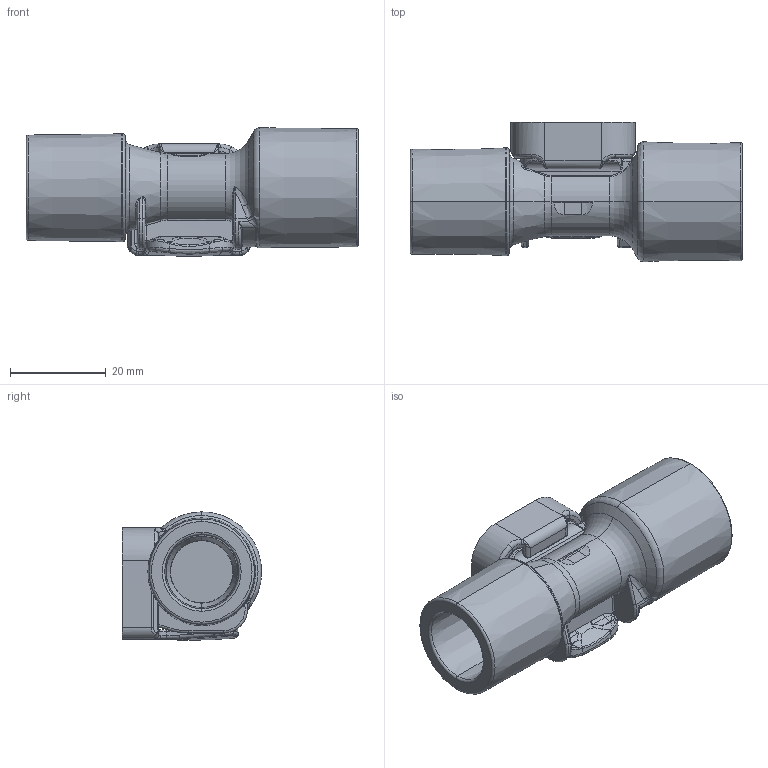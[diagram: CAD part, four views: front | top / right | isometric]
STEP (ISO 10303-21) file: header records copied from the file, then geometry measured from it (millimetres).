
FILE_DESCRIPTION (( 'STEP AP203' ), '1' );
FILE_NAME ('115659-_Datenblatt SFM 3300-AW mit Deckel.step', '2015-08-07T11:34:41', ( 'IT' ), ( '' ), 'SwSTEP 2.0', 'SolidWorks 2015', '' );
FILE_SCHEMA (( 'CONFIG_CONTROL_DESIGN' ));
Length unit declared in the file: millimetre
Products named in the file (3): 115659-_Datenblatt SFM 3300-AW mit Deckel; 115655_00; 115465_00
Assembly tree (2 placements, depth 2):
  115659-_Datenblatt SFM 3300-AW mit Deckel
    115655_00
    115465_00
Bounding box: 69.3 x 29.08 x 26.77 mm (x, y, z)
Volume: 18997.4 mm3; surface area: 14660.2 mm2
Topology: 13 solids, 13 shells, 1163 faces, 2814 edges, 1698 vertices
Faces by surface type: plane 317, cylinder 315, bspline 291, torus 133, cone 89, sphere 18
Entity records: 47633 total; most frequent: CARTESIAN_POINT 22211, ORIENTED_EDGE 5556, DIRECTION 4876, EDGE_CURVE 2778, AXIS2_PLACEMENT_3D 1910, VERTEX_POINT 1698, EDGE_LOOP 1232, ADVANCED_FACE 1163
